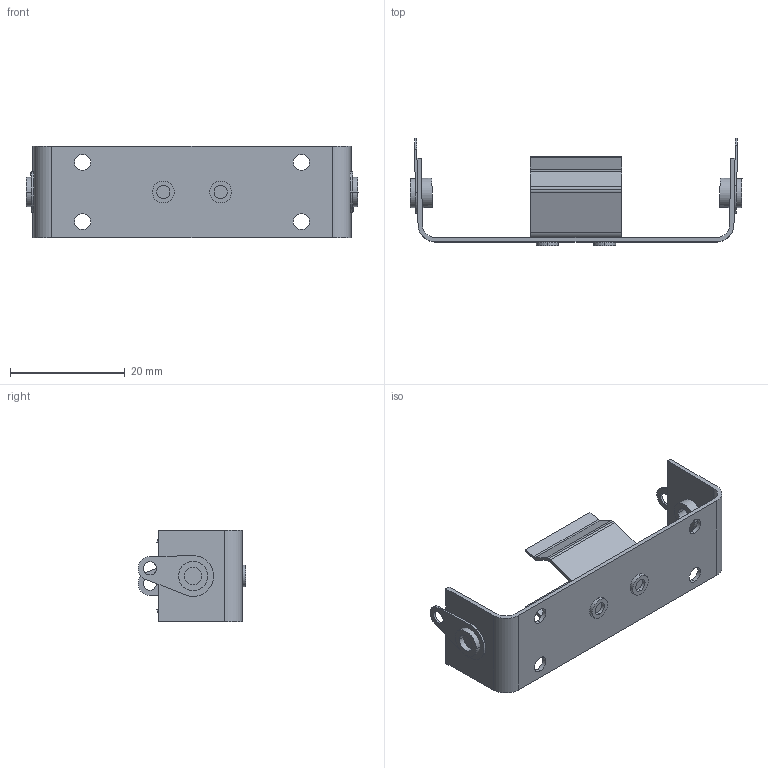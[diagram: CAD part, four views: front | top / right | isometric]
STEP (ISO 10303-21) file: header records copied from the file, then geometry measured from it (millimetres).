
FILE_DESCRIPTION (( 'STEP AP214' ), '1' );
FILE_NAME ('User Library-KEYELCO-139-1.STEP', '2020-07-07T01:59:01', ( '' ), ( '' ), 'SwSTEP 2.0', 'SolidWorks 2020', '' );
FILE_SCHEMA (( 'AUTOMOTIVE_DESIGN' ));
Length unit declared in the file: inch
Products named in the file (1): User Library-KEYELCO-139-1
Bounding box: 57.8 x 18.71 x 15.9 mm (x, y, z)
Volume: 1402.6 mm3; surface area: 4183.8 mm2
Topology: 3 solids, 3 shells, 121 faces, 294 edges, 196 vertices
Faces by surface type: cylinder 70, plane 51
Entity records: 3694 total; most frequent: DIRECTION 678, CARTESIAN_POINT 612, ORIENTED_EDGE 588, EDGE_CURVE 294, AXIS2_PLACEMENT_3D 262, VERTEX_POINT 196, VECTOR 154, LINE 154
